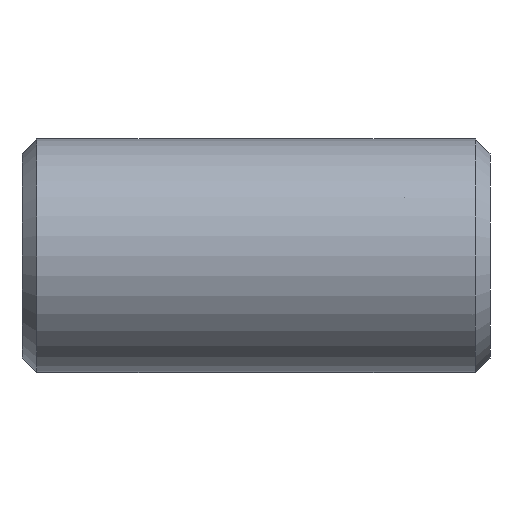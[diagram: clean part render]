
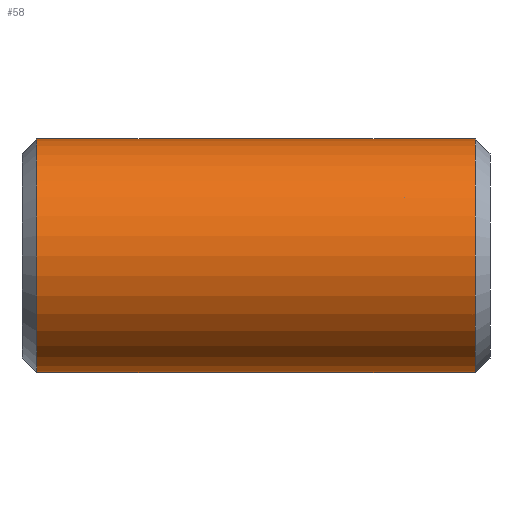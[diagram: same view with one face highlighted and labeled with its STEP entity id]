
A CAD part, front view. The second image highlights one B-rep face of the part: STEP entity #58.
In plain terms, the highlighted cylindrical face has radius 25.4 mm (diameter 50.8 mm), a partial arc.
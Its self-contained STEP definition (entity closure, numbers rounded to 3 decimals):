
#28 = CARTESIAN_POINT ( 'NONE',  ( 25.4, 0., -25.4 ) ) ;
#32 = LINE ( 'NONE', #97, #615 ) ;
#44 = VERTEX_POINT ( 'NONE', #88 ) ;
#52 = CARTESIAN_POINT ( 'NONE',  ( -25.4, 0., 25.4 ) ) ;
#53 = CARTESIAN_POINT ( 'NONE',  ( -25.4, 0., -25.4 ) ) ;
#55 = CARTESIAN_POINT ( 'NONE',  ( -25.4, 0., -25.4 ) ) ;
#57 = VECTOR ( 'NONE', #444, 1000. ) ;
#58 = ADVANCED_FACE ( 'NONE', ( #121 ), #640, .T. ) ;
#62 = CARTESIAN_POINT ( 'NONE',  ( 50.8, 0., 25.4 ) ) ;
#64 = EDGE_CURVE ( 'NONE', #297, #431, #415, .T. ) ;
#65 = LINE ( 'NONE', #52, #149 ) ;
#88 = CARTESIAN_POINT ( 'NONE',  ( -47.625, 0., -25.4 ) ) ;
#92 = DIRECTION ( 'NONE',  ( -1., 0., 0. ) ) ;
#97 = CARTESIAN_POINT ( 'NONE',  ( 50.8, 0., -25.4 ) ) ;
#108 = AXIS2_PLACEMENT_3D ( 'NONE', #185, #668, #239 ) ;
#121 = FACE_OUTER_BOUND ( 'NONE', #698, .T. ) ;
#139 = VERTEX_POINT ( 'NONE', #28 ) ;
#149 = VECTOR ( 'NONE', #650, 1000. ) ;
#169 = ORIENTED_EDGE ( 'NONE', *, *, #64, .T. ) ;
#178 = LINE ( 'NONE', #246, #324 ) ;
#185 = CARTESIAN_POINT ( 'NONE',  ( -47.625, 0., 0. ) ) ;
#191 = ORIENTED_EDGE ( 'NONE', *, *, #384, .T. ) ;
#201 = DIRECTION ( 'NONE',  ( -1., 0., 0. ) ) ;
#218 = ORIENTED_EDGE ( 'NONE', *, *, #238, .F. ) ;
#219 = CIRCLE ( 'NONE', #108, 25.4 ) ;
#230 = LINE ( 'NONE', #55, #359 ) ;
#232 = AXIS2_PLACEMENT_3D ( 'NONE', #253, #92, #471 ) ;
#238 = EDGE_CURVE ( 'NONE', #139, #294, #230, .T. ) ;
#239 = DIRECTION ( 'NONE',  ( 0., 0., -1. ) ) ;
#242 = DIRECTION ( 'NONE',  ( -1., 0., 0. ) ) ;
#246 = CARTESIAN_POINT ( 'NONE',  ( 50.8, 0., -25.4 ) ) ;
#253 = CARTESIAN_POINT ( 'NONE',  ( 50.8, 0., 0. ) ) ;
#268 = ORIENTED_EDGE ( 'NONE', *, *, #476, .F. ) ;
#279 = EDGE_CURVE ( 'NONE', #374, #431, #65, .T. ) ;
#293 = CARTESIAN_POINT ( 'NONE',  ( 47.625, 0., -25.4 ) ) ;
#294 = VERTEX_POINT ( 'NONE', #53 ) ;
#297 = VERTEX_POINT ( 'NONE', #432 ) ;
#300 = CARTESIAN_POINT ( 'NONE',  ( 47.625, 0., 0. ) ) ;
#324 = VECTOR ( 'NONE', #463, 1000. ) ;
#337 = EDGE_CURVE ( 'NONE', #555, #44, #219, .T. ) ;
#353 = CARTESIAN_POINT ( 'NONE',  ( -47.625, 0., 25.4 ) ) ;
#359 = VECTOR ( 'NONE', #586, 1000. ) ;
#374 = VERTEX_POINT ( 'NONE', #489 ) ;
#376 = VERTEX_POINT ( 'NONE', #293 ) ;
#384 = EDGE_CURVE ( 'NONE', #374, #555, #387, .T. ) ;
#387 = LINE ( 'NONE', #62, #57 ) ;
#401 = ORIENTED_EDGE ( 'NONE', *, *, #549, .T. ) ;
#415 = LINE ( 'NONE', #515, #551 ) ;
#431 = VERTEX_POINT ( 'NONE', #561 ) ;
#432 = CARTESIAN_POINT ( 'NONE',  ( 47.625, 0., 25.4 ) ) ;
#444 = DIRECTION ( 'NONE',  ( -1., 0., 0. ) ) ;
#456 = DIRECTION ( 'NONE',  ( 0., 0., -1. ) ) ;
#463 = DIRECTION ( 'NONE',  ( -1., 0., 0. ) ) ;
#471 = DIRECTION ( 'NONE',  ( 0., 0., 1. ) ) ;
#476 = EDGE_CURVE ( 'NONE', #294, #44, #178, .T. ) ;
#489 = CARTESIAN_POINT ( 'NONE',  ( -25.4, 0., 25.4 ) ) ;
#491 = AXIS2_PLACEMENT_3D ( 'NONE', #300, #242, #456 ) ;
#515 = CARTESIAN_POINT ( 'NONE',  ( 50.8, 0., 25.4 ) ) ;
#549 = EDGE_CURVE ( 'NONE', #376, #297, #607, .T. ) ;
#551 = VECTOR ( 'NONE', #201, 1000. ) ;
#555 = VERTEX_POINT ( 'NONE', #353 ) ;
#561 = CARTESIAN_POINT ( 'NONE',  ( 25.4, 0., 25.4 ) ) ;
#586 = DIRECTION ( 'NONE',  ( -1., 0., 0. ) ) ;
#607 = CIRCLE ( 'NONE', #491, 25.4 ) ;
#615 = VECTOR ( 'NONE', #624, 1000. ) ;
#616 = EDGE_CURVE ( 'NONE', #376, #139, #32, .T. ) ;
#624 = DIRECTION ( 'NONE',  ( -1., 0., 0. ) ) ;
#640 = CYLINDRICAL_SURFACE ( 'NONE', #232, 25.4 ) ;
#641 = ORIENTED_EDGE ( 'NONE', *, *, #337, .T. ) ;
#650 = DIRECTION ( 'NONE',  ( 1., 0., 0. ) ) ;
#658 = ORIENTED_EDGE ( 'NONE', *, *, #279, .F. ) ;
#668 = DIRECTION ( 'NONE',  ( 1., 0., 0. ) ) ;
#698 = EDGE_LOOP ( 'NONE', ( #705, #401, #169, #658, #191, #641, #268, #218 ) ) ;
#705 = ORIENTED_EDGE ( 'NONE', *, *, #616, .F. ) ;
